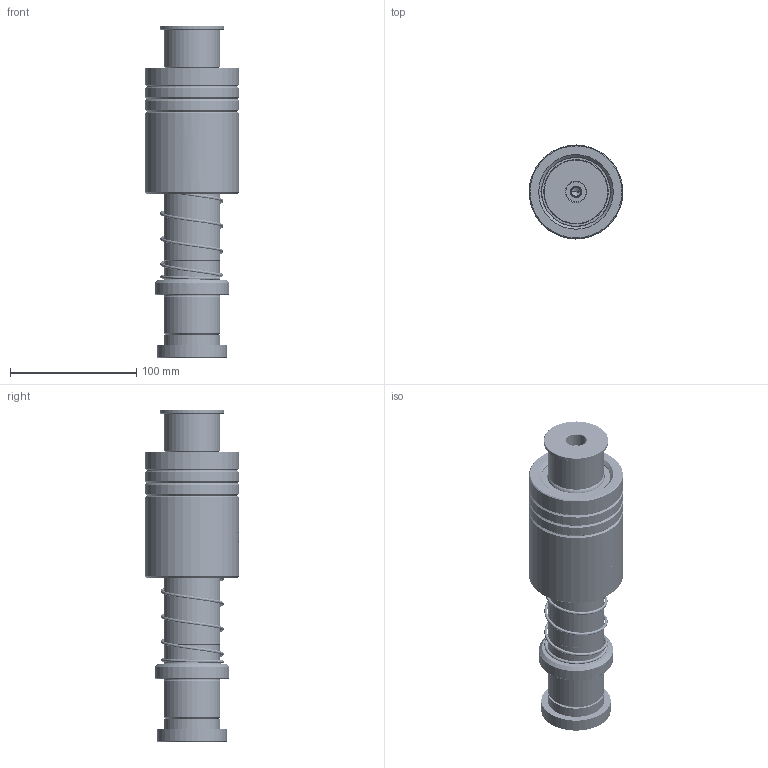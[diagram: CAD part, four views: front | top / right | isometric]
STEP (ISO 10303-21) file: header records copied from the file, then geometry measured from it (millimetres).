
FILE_DESCRIPTION (( 'STEP AP214' ), '1' );
FILE_NAME ('HKSH(HKJH)-D45-L180(BL-100).STEP', '2024-10-26T03:30:36', ( '111' ), ( '21222' ), 'SwSTEP 2.0', 'SolidWorks 2020', '' );
FILE_SCHEMA (( 'AUTOMOTIVE_DESIGN' ));
Length unit declared in the file: millimetre
Products named in the file (9): HWP-D50.1-45.5-L90; TBB-D74-d55-L100; BALL-D5; TBSH-54.5-45.5-L90; HKSH(HKJH)-D45-L180(BL-100); DRPK蹟簽D45; DRPK-D45-L180; GTK-D51-d44; TBSH-D54.5-45.5-L90郪蚾
Assembly tree (337 placements, depth 3):
  HKSH(HKJH)-D45-L180(BL-100)
    DRPK-D45-L180
    DRPK蹟簽D45
    GTK-D51-d44
    TBB-D74-d55-L100
    HWP-D50.1-45.5-L90
    TBSH-D54.5-45.5-L90郪蚾
      TBSH-54.5-45.5-L90
      BALL-D5  x330
Bounding box: 74.29 x 74.3 x 263 mm (x, y, z)
Volume: 683225.8 mm3; surface area: 183540.9 mm2
Topology: 336 solids, 336 shells, 1518 faces, 6411 edges, 4250 vertices
Faces by surface type: sphere 1320, cone 58, cylinder 56, plane 36, torus 26, bspline 22
Entity records: 62185 total; most frequent: CARTESIAN_POINT 37885, ORIENTED_EDGE 4884, DIRECTION 4256, EDGE_CURVE 2442, AXIS2_PLACEMENT_3D 2055, VERTEX_POINT 1598, EDGE_LOOP 1530, B_SPLINE_CURVE_WITH_KNOTS 1421
